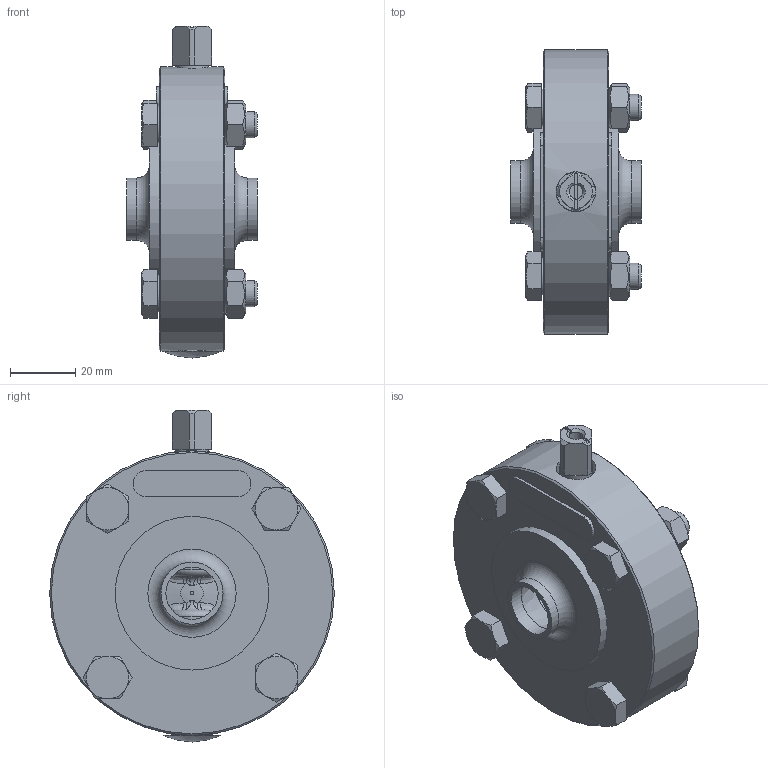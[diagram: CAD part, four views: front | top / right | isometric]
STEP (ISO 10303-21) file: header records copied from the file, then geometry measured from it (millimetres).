
FILE_DESCRIPTION(/* description */ (''),/* implementation_level */ '2;1');
FILE_NAME(/* name */ '52240015XX30.stp',/* time_stamp */ '2021-02-16T11:17:06+01:00',/* author */ ('M&S'),/* organization */ (''),/* preprocessor_version */ 'ST-DEVELOPER v18',/* originating_system */ 'Autodesk Inventor 2020',/* authorisation */ '');
FILE_SCHEMA (('CONFIG_CONTROL_DESIGN'));
Length unit declared in the file: millimetre
Products named in the file (1): 105294
Bounding box: 40 x 87 x 101.5 mm (x, y, z)
Volume: 130521.3 mm3; surface area: 29254.2 mm2
Topology: 1 solids, 1 shells, 290 faces, 773 edges, 506 vertices
Faces by surface type: plane 114, cone 51, bspline 50, cylinder 46, torus 24, sphere 5
Full cylindrical faces by diameter (mm): 4.134 x1, 8 x4, 10 x2, 10.8 x1, 11.4 x4, 12 x1, 12.2 x2, 16 x2, 19 x2, 22.3 x2, 47 x2, 87 x1
Entity records: 12366 total; most frequent: CARTESIAN_POINT 5581, ORIENTED_EDGE 1548, DIRECTION 1265, EDGE_CURVE 774, AXIS2_PLACEMENT_3D 543, VERTEX_POINT 506, EDGE_LOOP 318, CIRCLE 302
